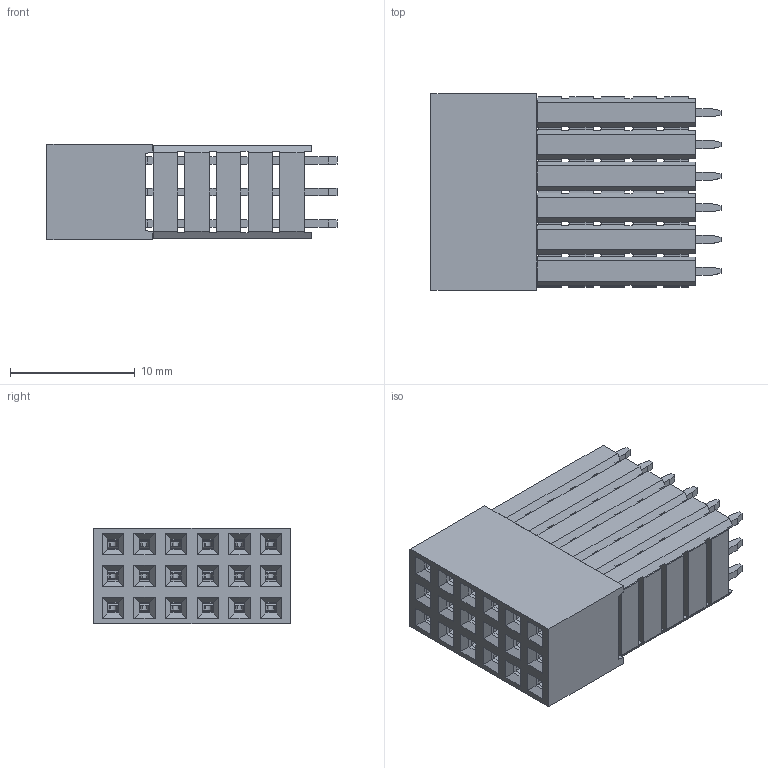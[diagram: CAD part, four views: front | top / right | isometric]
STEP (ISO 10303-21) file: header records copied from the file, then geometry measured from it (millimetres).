
FILE_DESCRIPTION(/* description */ (''),/* implementation_level */ '2;1');
FILE_NAME(/* name */ '622-018-3-90-xx.stp',/* time_stamp */ '2025-08-18T10:44:18+02:00',/* author */ ('Andreas.Larin'),/* organization */ (''),/* preprocessor_version */ 'ST-DEVELOPER v20',/* originating_system */ 'Autodesk Inventor 2025',/* authorisation */ '');
FILE_SCHEMA (('AUTOMOTIVE_DESIGN { 1 0 10303 214 3 1 1 }'));
Products named in the file (1): 622-018-3-90-xx
Bounding box: 23.27 x 15.74 x 7.62 mm (x, y, z)
Volume: 1920.2 mm3; surface area: 3829.8 mm2
Topology: 1 solids, 1 shells, 2142 faces, 6202 edges, 3946 vertices
Faces by surface type: plane 1620, cylinder 522
Entity records: 69621 total; most frequent: ORIENTED_EDGE 12404, CARTESIAN_POINT 12291, DIRECTION 11172, EDGE_CURVE 6202, LINE 5518, VECTOR 5518, VERTEX_POINT 3946, AXIS2_PLACEMENT_3D 2827
